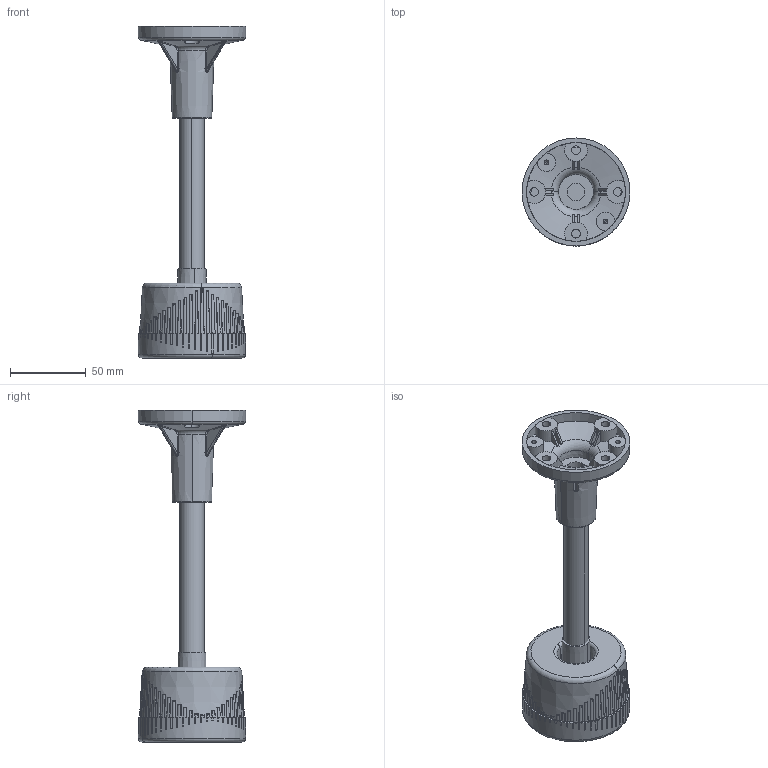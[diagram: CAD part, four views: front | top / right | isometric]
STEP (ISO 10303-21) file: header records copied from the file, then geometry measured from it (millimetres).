
FILE_DESCRIPTION (( 'STEP AP203' ), '1' );
FILE_NAME ('TLM Pole Mount.STEP', '2025-04-04T08:42:10', ( '' ), ( '' ), 'SwSTEP 2.0', 'SolidWorks 2025', '' );
FILE_SCHEMA (( 'CONFIG_CONTROL_DESIGN' ));
Length unit declared in the file: millimetre
Products named in the file (1): TLM Pole Mount
Bounding box: 71 x 71 x 218.5 mm (x, y, z)
Surface area: 46591.9 mm2 (no closed solid volume)
Topology: 0 solids, 6 shells, 566 faces, 2009 edges, 1340 vertices
Faces by surface type: bspline 158, torus 134, cylinder 116, cone 99, plane 59
Entity records: 28330 total; most frequent: CARTESIAN_POINT 12986, ORIENTED_EDGE 3319, DIRECTION 2965, EDGE_CURVE 2009, AXIS2_PLACEMENT_3D 1357, VERTEX_POINT 1340, CIRCLE 948, B_SPLINE_CURVE_WITH_KNOTS 676
